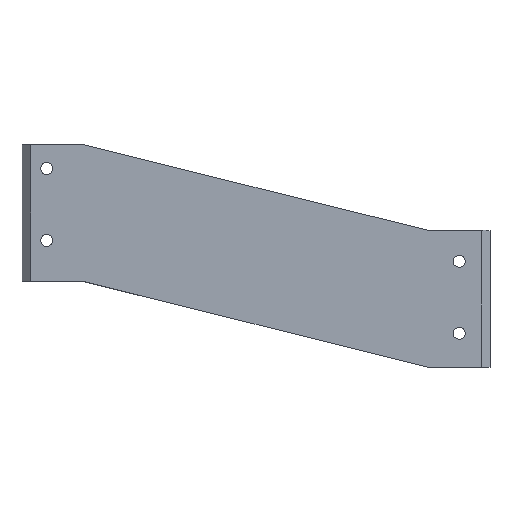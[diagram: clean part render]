
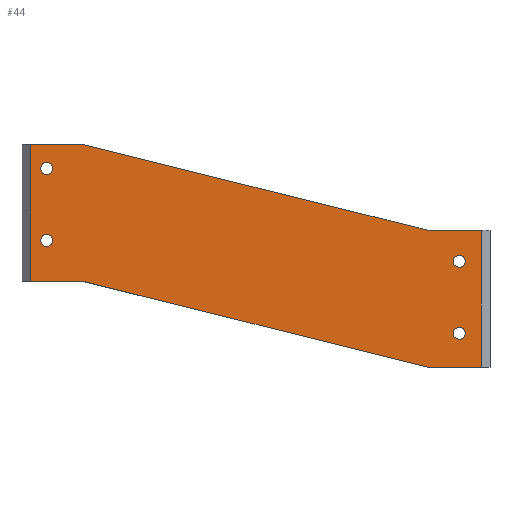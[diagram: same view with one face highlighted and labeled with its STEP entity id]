
A CAD part, top view. The second image highlights one B-rep face of the part: STEP entity #44.
In plain terms, the highlighted face is planar.
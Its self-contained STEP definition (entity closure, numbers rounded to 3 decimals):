
#5 = AXIS2_PLACEMENT_3D ( 'NONE', #152, #148, #476 ) ;
#12 = EDGE_CURVE ( 'NONE', #283, #408, #685, .T. ) ;
#14 = CARTESIAN_POINT ( 'NONE',  ( -385.401, 319.514, -5. ) ) ;
#23 = DIRECTION ( 'NONE',  ( 0.97, 0.242, 0. ) ) ;
#25 = LINE ( 'NONE', #559, #393 ) ;
#26 = VERTEX_POINT ( 'NONE', #367 ) ;
#39 = DIRECTION ( 'NONE',  ( 1., 0., 0. ) ) ;
#44 = ADVANCED_FACE ( 'NONE', ( #255, #253, #417, #345, #539 ), #479, .T. ) ;
#48 = VERTEX_POINT ( 'NONE', #578 ) ;
#50 = ORIENTED_EDGE ( 'NONE', *, *, #330, .F. ) ;
#52 = EDGE_CURVE ( 'NONE', #408, #74, #647, .T. ) ;
#74 = VERTEX_POINT ( 'NONE', #423 ) ;
#76 = AXIS2_PLACEMENT_3D ( 'NONE', #597, #436, #291 ) ;
#86 = EDGE_CURVE ( 'NONE', #348, #489, #654, .T. ) ;
#91 = ORIENTED_EDGE ( 'NONE', *, *, #52, .F. ) ;
#96 = CARTESIAN_POINT ( 'NONE',  ( -374.651, 349.514, -5. ) ) ;
#97 = CIRCLE ( 'NONE', #5, 1.75 ) ;
#98 = VERTEX_POINT ( 'NONE', #536 ) ;
#107 = AXIS2_PLACEMENT_3D ( 'NONE', #456, #570, #129 ) ;
#110 = EDGE_LOOP ( 'NONE', ( #297, #622 ) ) ;
#117 = VECTOR ( 'NONE', #39, 1000. ) ;
#118 = EDGE_CURVE ( 'NONE', #441, #411, #97, .T. ) ;
#126 = EDGE_LOOP ( 'NONE', ( #312, #299 ) ) ;
#128 = EDGE_LOOP ( 'NONE', ( #684, #228, #396, #91, #434, #50, #549, #612 ) ) ;
#129 = DIRECTION ( 'NONE',  ( 1., 0., 0. ) ) ;
#136 = DIRECTION ( 'NONE',  ( 0., 0., 1. ) ) ;
#137 = CARTESIAN_POINT ( 'NONE',  ( -263.18, 367.623, -5. ) ) ;
#143 = DIRECTION ( 'NONE',  ( 0., 0., 1. ) ) ;
#147 = EDGE_CURVE ( 'NONE', #656, #505, #151, .T. ) ;
#148 = DIRECTION ( 'NONE',  ( 0., 0., 1. ) ) ;
#151 = LINE ( 'NONE', #380, #353 ) ;
#152 = CARTESIAN_POINT ( 'NONE',  ( -263.18, 346.627, -5. ) ) ;
#156 = EDGE_CURVE ( 'NONE', #74, #48, #672, .T. ) ;
#160 = DIRECTION ( 'NONE',  ( 1., 0., 0. ) ) ;
#168 = ORIENTED_EDGE ( 'NONE', *, *, #528, .T. ) ;
#199 = DIRECTION ( 'NONE',  ( 1., 0., 0. ) ) ;
#202 = EDGE_CURVE ( 'NONE', #568, #298, #691, .T. ) ;
#206 = CARTESIAN_POINT ( 'NONE',  ( -258.451, 374.621, -5. ) ) ;
#210 = CIRCLE ( 'NONE', #485, 1.75 ) ;
#211 = DIRECTION ( 'NONE',  ( 1., 0., 0. ) ) ;
#215 = DIRECTION ( 'NONE',  ( -1., 0., 0. ) ) ;
#228 = ORIENTED_EDGE ( 'NONE', *, *, #615, .F. ) ;
#231 = AXIS2_PLACEMENT_3D ( 'NONE', #710, #324, #714 ) ;
#240 = AXIS2_PLACEMENT_3D ( 'NONE', #321, #317, #531 ) ;
#244 = EDGE_CURVE ( 'NONE', #98, #26, #469, .T. ) ;
#246 = ORIENTED_EDGE ( 'NONE', *, *, #86, .T. ) ;
#253 = FACE_BOUND ( 'NONE', #621, .T. ) ;
#255 = FACE_BOUND ( 'NONE', #282, .T. ) ;
#267 = AXIS2_PLACEMENT_3D ( 'NONE', #720, #390, #160 ) ;
#269 = DIRECTION ( 'NONE',  ( 0., -1., 0. ) ) ;
#279 = AXIS2_PLACEMENT_3D ( 'NONE', #643, #369, #211 ) ;
#282 = EDGE_LOOP ( 'NONE', ( #168, #246 ) ) ;
#283 = VERTEX_POINT ( 'NONE', #388 ) ;
#291 = DIRECTION ( 'NONE',  ( 1., 0., 0. ) ) ;
#297 = ORIENTED_EDGE ( 'NONE', *, *, #726, .T. ) ;
#298 = VERTEX_POINT ( 'NONE', #332 ) ;
#299 = ORIENTED_EDGE ( 'NONE', *, *, #118, .T. ) ;
#310 = DIRECTION ( 'NONE',  ( 0., 1., 0. ) ) ;
#312 = ORIENTED_EDGE ( 'NONE', *, *, #657, .T. ) ;
#317 = DIRECTION ( 'NONE',  ( 0., 0., 1. ) ) ;
#321 = CARTESIAN_POINT ( 'NONE',  ( -383.651, 340.514, -5. ) ) ;
#324 = DIRECTION ( 'NONE',  ( 0., 0., 1. ) ) ;
#330 = EDGE_CURVE ( 'NONE', #505, #283, #444, .T. ) ;
#332 = CARTESIAN_POINT ( 'NONE',  ( -381.901, 319.514, -5. ) ) ;
#339 = EDGE_CURVE ( 'NONE', #298, #568, #729, .T. ) ;
#345 = FACE_BOUND ( 'NONE', #110, .T. ) ;
#348 = VERTEX_POINT ( 'NONE', #540 ) ;
#353 = VECTOR ( 'NONE', #215, 1000. ) ;
#364 = ORIENTED_EDGE ( 'NONE', *, *, #202, .T. ) ;
#367 = CARTESIAN_POINT ( 'NONE',  ( -261.43, 367.623, -5. ) ) ;
#369 = DIRECTION ( 'NONE',  ( 0., 0., -1. ) ) ;
#373 = VECTOR ( 'NONE', #385, 1000. ) ;
#380 = CARTESIAN_POINT ( 'NONE',  ( -273.951, 374.621, -5. ) ) ;
#385 = DIRECTION ( 'NONE',  ( -0.97, -0.242, 0. ) ) ;
#388 = CARTESIAN_POINT ( 'NONE',  ( -374.651, 349.514, -5. ) ) ;
#390 = DIRECTION ( 'NONE',  ( 0., 0., 1. ) ) ;
#392 = VECTOR ( 'NONE', #23, 1000. ) ;
#393 = VECTOR ( 'NONE', #670, 1000. ) ;
#396 = ORIENTED_EDGE ( 'NONE', *, *, #156, .F. ) ;
#408 = VERTEX_POINT ( 'NONE', #562 ) ;
#409 = CARTESIAN_POINT ( 'NONE',  ( -273.951, 374.621, -5. ) ) ;
#411 = VERTEX_POINT ( 'NONE', #674 ) ;
#416 = CARTESIAN_POINT ( 'NONE',  ( -392.651, 349.514, -5. ) ) ;
#417 = FACE_BOUND ( 'NONE', #126, .T. ) ;
#418 = VERTEX_POINT ( 'NONE', #504 ) ;
#421 = EDGE_CURVE ( 'NONE', #418, #557, #25, .T. ) ;
#423 = CARTESIAN_POINT ( 'NONE',  ( -390.151, 309.514, -5. ) ) ;
#434 = ORIENTED_EDGE ( 'NONE', *, *, #12, .F. ) ;
#436 = DIRECTION ( 'NONE',  ( 0., 0., 1. ) ) ;
#441 = VERTEX_POINT ( 'NONE', #555 ) ;
#443 = CIRCLE ( 'NONE', #631, 1.75 ) ;
#444 = LINE ( 'NONE', #96, #373 ) ;
#455 = CARTESIAN_POINT ( 'NONE',  ( -374.651, 309.514, -5. ) ) ;
#456 = CARTESIAN_POINT ( 'NONE',  ( -383.651, 340.514, -5. ) ) ;
#464 = CARTESIAN_POINT ( 'NONE',  ( -263.18, 346.627, -5. ) ) ;
#465 = DIRECTION ( 'NONE',  ( -1., 0., 0. ) ) ;
#469 = CIRCLE ( 'NONE', #267, 1.75 ) ;
#470 = VECTOR ( 'NONE', #465, 1000. ) ;
#476 = DIRECTION ( 'NONE',  ( 1., 0., 0. ) ) ;
#477 = CIRCLE ( 'NONE', #107, 1.75 ) ;
#479 = PLANE ( 'NONE',  #279 ) ;
#485 = AXIS2_PLACEMENT_3D ( 'NONE', #137, #143, #525 ) ;
#489 = VERTEX_POINT ( 'NONE', #625 ) ;
#504 = CARTESIAN_POINT ( 'NONE',  ( -273.951, 334.621, -5. ) ) ;
#505 = VERTEX_POINT ( 'NONE', #409 ) ;
#509 = CARTESIAN_POINT ( 'NONE',  ( -258.451, 334.621, -5. ) ) ;
#510 = LINE ( 'NONE', #206, #519 ) ;
#519 = VECTOR ( 'NONE', #310, 1000. ) ;
#525 = DIRECTION ( 'NONE',  ( 1., 0., 0. ) ) ;
#528 = EDGE_CURVE ( 'NONE', #489, #348, #477, .T. ) ;
#531 = DIRECTION ( 'NONE',  ( 1., 0., 0. ) ) ;
#536 = CARTESIAN_POINT ( 'NONE',  ( -264.93, 367.623, -5. ) ) ;
#539 = FACE_OUTER_BOUND ( 'NONE', #128, .T. ) ;
#540 = CARTESIAN_POINT ( 'NONE',  ( -385.401, 340.514, -5. ) ) ;
#549 = ORIENTED_EDGE ( 'NONE', *, *, #147, .F. ) ;
#555 = CARTESIAN_POINT ( 'NONE',  ( -264.93, 346.627, -5. ) ) ;
#557 = VERTEX_POINT ( 'NONE', #509 ) ;
#559 = CARTESIAN_POINT ( 'NONE',  ( -273.951, 334.621, -5. ) ) ;
#562 = CARTESIAN_POINT ( 'NONE',  ( -390.151, 349.514, -5. ) ) ;
#568 = VERTEX_POINT ( 'NONE', #14 ) ;
#570 = DIRECTION ( 'NONE',  ( 0., 0., 1. ) ) ;
#578 = CARTESIAN_POINT ( 'NONE',  ( -374.651, 309.514, -5. ) ) ;
#581 = CARTESIAN_POINT ( 'NONE',  ( -258.451, 374.621, -5. ) ) ;
#584 = CARTESIAN_POINT ( 'NONE',  ( -392.651, 309.514, -5. ) ) ;
#587 = CARTESIAN_POINT ( 'NONE',  ( -390.151, 309.514, -5. ) ) ;
#597 = CARTESIAN_POINT ( 'NONE',  ( -383.651, 319.514, -5. ) ) ;
#610 = LINE ( 'NONE', #455, #392 ) ;
#612 = ORIENTED_EDGE ( 'NONE', *, *, #701, .F. ) ;
#615 = EDGE_CURVE ( 'NONE', #48, #418, #610, .T. ) ;
#621 = EDGE_LOOP ( 'NONE', ( #649, #364 ) ) ;
#622 = ORIENTED_EDGE ( 'NONE', *, *, #244, .T. ) ;
#625 = CARTESIAN_POINT ( 'NONE',  ( -381.901, 340.514, -5. ) ) ;
#631 = AXIS2_PLACEMENT_3D ( 'NONE', #464, #136, #199 ) ;
#643 = CARTESIAN_POINT ( 'NONE',  ( 0., 0., -5. ) ) ;
#647 = LINE ( 'NONE', #587, #712 ) ;
#649 = ORIENTED_EDGE ( 'NONE', *, *, #339, .T. ) ;
#654 = CIRCLE ( 'NONE', #240, 1.75 ) ;
#656 = VERTEX_POINT ( 'NONE', #581 ) ;
#657 = EDGE_CURVE ( 'NONE', #411, #441, #443, .T. ) ;
#670 = DIRECTION ( 'NONE',  ( 1., 0., 0. ) ) ;
#672 = LINE ( 'NONE', #584, #117 ) ;
#674 = CARTESIAN_POINT ( 'NONE',  ( -261.43, 346.627, -5. ) ) ;
#684 = ORIENTED_EDGE ( 'NONE', *, *, #421, .F. ) ;
#685 = LINE ( 'NONE', #416, #470 ) ;
#691 = CIRCLE ( 'NONE', #231, 1.75 ) ;
#701 = EDGE_CURVE ( 'NONE', #557, #656, #510, .T. ) ;
#710 = CARTESIAN_POINT ( 'NONE',  ( -383.651, 319.514, -5. ) ) ;
#712 = VECTOR ( 'NONE', #269, 1000. ) ;
#714 = DIRECTION ( 'NONE',  ( 1., 0., 0. ) ) ;
#720 = CARTESIAN_POINT ( 'NONE',  ( -263.18, 367.623, -5. ) ) ;
#726 = EDGE_CURVE ( 'NONE', #26, #98, #210, .T. ) ;
#729 = CIRCLE ( 'NONE', #76, 1.75 ) ;
